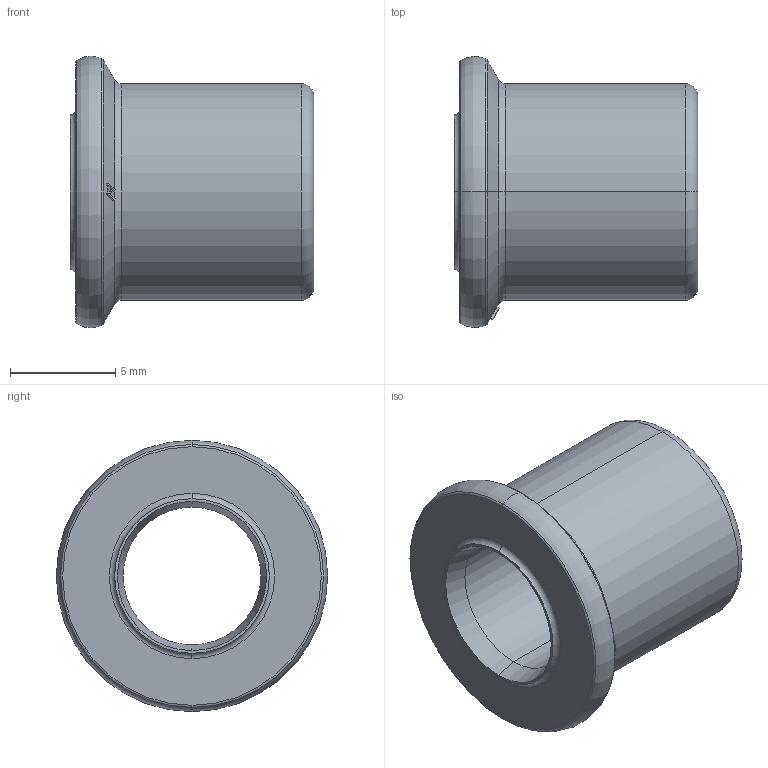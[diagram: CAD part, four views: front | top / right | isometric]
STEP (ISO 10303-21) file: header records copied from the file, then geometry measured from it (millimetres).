
FILE_DESCRIPTION (( 'STEP AP214' ), '1' );
FILE_NAME ('01981-70800.STEP', '2021-11-02T10:19:02', ( '' ), ( '' ), 'SwSTEP 2.0', 'SolidWorks 2018', '' );
FILE_SCHEMA (( 'AUTOMOTIVE_DESIGN' ));
Length unit declared in the file: inch
Products named in the file (1): 01981-70800
Bounding box: 11.56 x 12.89 x 12.89 mm (x, y, z)
Volume: 594.5 mm3; surface area: 769.1 mm2
Topology: 1 solids, 1 shells, 42 faces, 93 edges, 56 vertices
Faces by surface type: plane 16, torus 12, cone 8, cylinder 6
Entity records: 1225 total; most frequent: CARTESIAN_POINT 270, DIRECTION 195, ORIENTED_EDGE 186, EDGE_CURVE 93, AXIS2_PLACEMENT_3D 85, VERTEX_POINT 56, EDGE_LOOP 47, FACE_OUTER_BOUND 42
